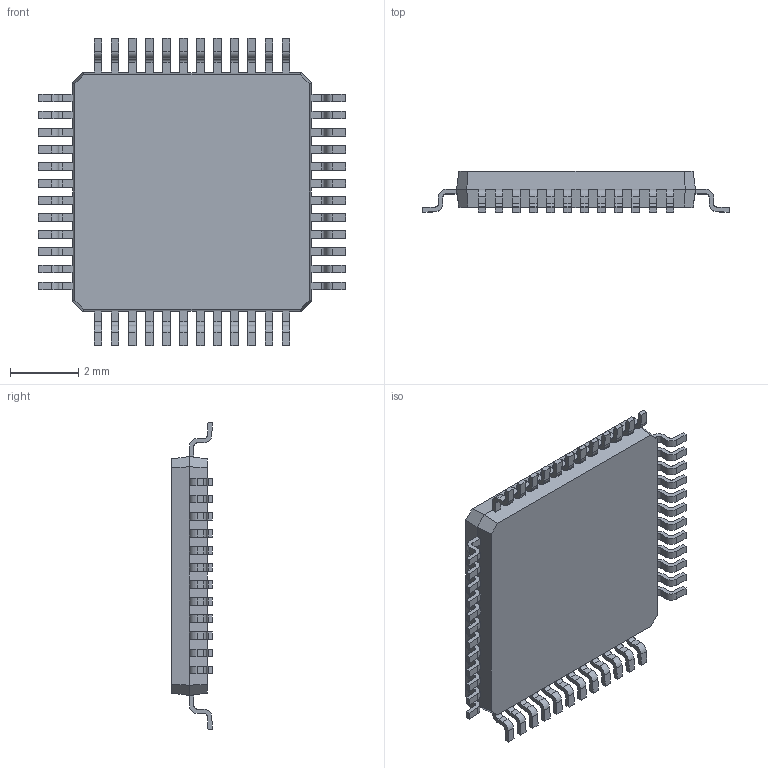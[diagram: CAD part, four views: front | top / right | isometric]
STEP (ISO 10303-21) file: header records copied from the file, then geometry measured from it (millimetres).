
FILE_DESCRIPTION (( 'STEP AP214' ), '1' );
FILE_NAME ('BQ76952PFBR.STEP', '2023-10-11T02:52:02', ( '' ), ( '' ), 'SwSTEP 2.0', 'SolidWorks 2021', '' );
FILE_SCHEMA (( 'AUTOMOTIVE_DESIGN' ));
Length unit declared in the file: millimetre
Products named in the file (1): BQ76952PFBR
Bounding box: 9 x 1.2 x 9 mm (x, y, z)
Volume: 52.2 mm3; surface area: 172.9 mm2
Topology: 50 solids, 50 shells, 697 faces, 1780 edges, 1184 vertices
Faces by surface type: plane 501, cylinder 196
Entity records: 21477 total; most frequent: CARTESIAN_POINT 3662, DIRECTION 3568, ORIENTED_EDGE 3560, EDGE_CURVE 1780, LINE 1388, VECTOR 1388, VERTEX_POINT 1184, AXIS2_PLACEMENT_3D 1090
